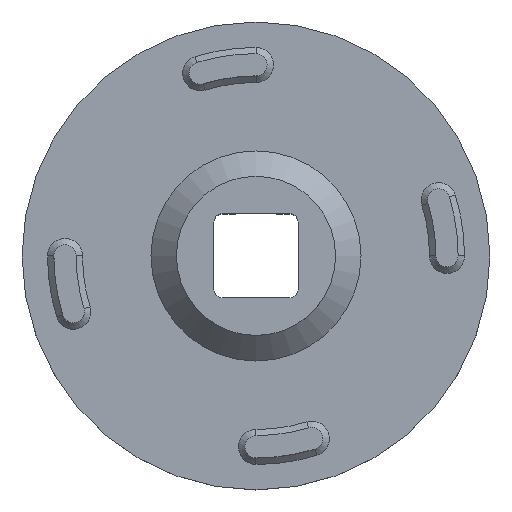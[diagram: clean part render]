
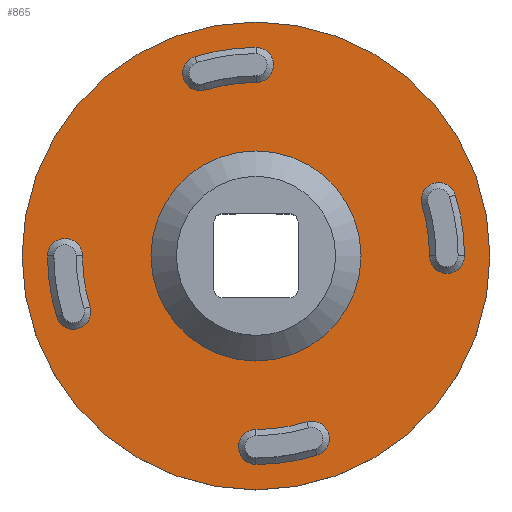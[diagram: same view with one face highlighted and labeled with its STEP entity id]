
A CAD part, top view. The second image highlights one B-rep face of the part: STEP entity #865.
In plain terms, the highlighted planar face has unit normal (0, 0, 1).
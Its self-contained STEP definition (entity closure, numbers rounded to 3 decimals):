
#19=FACE_BOUND('',#259,.T.);
#20=FACE_BOUND('',#260,.T.);
#21=FACE_BOUND('',#261,.T.);
#22=FACE_BOUND('',#262,.T.);
#23=FACE_BOUND('',#263,.T.);
#30=PLANE('',#944);
#200=FACE_OUTER_BOUND('',#258,.T.);
#258=EDGE_LOOP('',(#611));
#259=EDGE_LOOP('',(#612,#613,#614,#615));
#260=EDGE_LOOP('',(#616,#617,#618,#619));
#261=EDGE_LOOP('',(#620,#621,#622,#623));
#262=EDGE_LOOP('',(#624,#625,#626,#627));
#263=EDGE_LOOP('',(#628));
#325=CIRCLE('',#940,16.5);
#328=CIRCLE('',#945,36.75);
#329=CIRCLE('',#946,27.25);
#330=CIRCLE('',#947,2.75);
#331=CIRCLE('',#948,32.75);
#332=CIRCLE('',#949,2.75);
#333=CIRCLE('',#950,27.25);
#334=CIRCLE('',#951,2.75);
#335=CIRCLE('',#952,32.75);
#336=CIRCLE('',#953,2.75);
#337=CIRCLE('',#954,27.25);
#338=CIRCLE('',#955,2.75);
#339=CIRCLE('',#956,32.75);
#340=CIRCLE('',#957,2.75);
#341=CIRCLE('',#958,27.25);
#342=CIRCLE('',#959,2.75);
#343=CIRCLE('',#960,32.75);
#344=CIRCLE('',#961,2.75);
#394=VERTEX_POINT('',#1383);
#397=VERTEX_POINT('',#1393);
#398=VERTEX_POINT('',#1395);
#399=VERTEX_POINT('',#1396);
#400=VERTEX_POINT('',#1398);
#401=VERTEX_POINT('',#1400);
#402=VERTEX_POINT('',#1403);
#403=VERTEX_POINT('',#1404);
#404=VERTEX_POINT('',#1406);
#405=VERTEX_POINT('',#1408);
#406=VERTEX_POINT('',#1411);
#407=VERTEX_POINT('',#1412);
#408=VERTEX_POINT('',#1414);
#409=VERTEX_POINT('',#1416);
#410=VERTEX_POINT('',#1419);
#411=VERTEX_POINT('',#1420);
#412=VERTEX_POINT('',#1422);
#413=VERTEX_POINT('',#1424);
#475=EDGE_CURVE('',#394,#394,#325,.T.);
#480=EDGE_CURVE('',#397,#397,#328,.T.);
#481=EDGE_CURVE('',#398,#399,#329,.T.);
#482=EDGE_CURVE('',#400,#398,#330,.T.);
#483=EDGE_CURVE('',#401,#400,#331,.T.);
#484=EDGE_CURVE('',#399,#401,#332,.T.);
#485=EDGE_CURVE('',#402,#403,#333,.T.);
#486=EDGE_CURVE('',#404,#402,#334,.T.);
#487=EDGE_CURVE('',#405,#404,#335,.T.);
#488=EDGE_CURVE('',#403,#405,#336,.T.);
#489=EDGE_CURVE('',#406,#407,#337,.T.);
#490=EDGE_CURVE('',#408,#406,#338,.T.);
#491=EDGE_CURVE('',#409,#408,#339,.T.);
#492=EDGE_CURVE('',#407,#409,#340,.T.);
#493=EDGE_CURVE('',#410,#411,#341,.T.);
#494=EDGE_CURVE('',#412,#410,#342,.T.);
#495=EDGE_CURVE('',#413,#412,#343,.T.);
#496=EDGE_CURVE('',#411,#413,#344,.T.);
#611=ORIENTED_EDGE('',*,*,#480,.T.);
#612=ORIENTED_EDGE('',*,*,#481,.F.);
#613=ORIENTED_EDGE('',*,*,#482,.F.);
#614=ORIENTED_EDGE('',*,*,#483,.F.);
#615=ORIENTED_EDGE('',*,*,#484,.F.);
#616=ORIENTED_EDGE('',*,*,#485,.F.);
#617=ORIENTED_EDGE('',*,*,#486,.F.);
#618=ORIENTED_EDGE('',*,*,#487,.F.);
#619=ORIENTED_EDGE('',*,*,#488,.F.);
#620=ORIENTED_EDGE('',*,*,#489,.F.);
#621=ORIENTED_EDGE('',*,*,#490,.F.);
#622=ORIENTED_EDGE('',*,*,#491,.F.);
#623=ORIENTED_EDGE('',*,*,#492,.F.);
#624=ORIENTED_EDGE('',*,*,#493,.F.);
#625=ORIENTED_EDGE('',*,*,#494,.F.);
#626=ORIENTED_EDGE('',*,*,#495,.F.);
#627=ORIENTED_EDGE('',*,*,#496,.F.);
#628=ORIENTED_EDGE('',*,*,#475,.F.);
#865=ADVANCED_FACE('',(#200,#19,#20,#21,#22,#23),#30,.T.);
#940=AXIS2_PLACEMENT_3D('',#1384,#1078,#1079);
#944=AXIS2_PLACEMENT_3D('',#1392,#1088,#1089);
#945=AXIS2_PLACEMENT_3D('',#1394,#1090,#1091);
#946=AXIS2_PLACEMENT_3D('',#1397,#1092,#1093);
#947=AXIS2_PLACEMENT_3D('',#1399,#1094,#1095);
#948=AXIS2_PLACEMENT_3D('',#1401,#1096,#1097);
#949=AXIS2_PLACEMENT_3D('',#1402,#1098,#1099);
#950=AXIS2_PLACEMENT_3D('',#1405,#1100,#1101);
#951=AXIS2_PLACEMENT_3D('',#1407,#1102,#1103);
#952=AXIS2_PLACEMENT_3D('',#1409,#1104,#1105);
#953=AXIS2_PLACEMENT_3D('',#1410,#1106,#1107);
#954=AXIS2_PLACEMENT_3D('',#1413,#1108,#1109);
#955=AXIS2_PLACEMENT_3D('',#1415,#1110,#1111);
#956=AXIS2_PLACEMENT_3D('',#1417,#1112,#1113);
#957=AXIS2_PLACEMENT_3D('',#1418,#1114,#1115);
#958=AXIS2_PLACEMENT_3D('',#1421,#1116,#1117);
#959=AXIS2_PLACEMENT_3D('',#1423,#1118,#1119);
#960=AXIS2_PLACEMENT_3D('',#1425,#1120,#1121);
#961=AXIS2_PLACEMENT_3D('',#1426,#1122,#1123);
#1078=DIRECTION('center_axis',(0.,0.,1.));
#1079=DIRECTION('ref_axis',(-1.,0.,0.));
#1088=DIRECTION('center_axis',(0.,0.,1.));
#1089=DIRECTION('ref_axis',(1.,0.,0.));
#1090=DIRECTION('center_axis',(0.,0.,1.));
#1091=DIRECTION('ref_axis',(1.,0.,0.));
#1092=DIRECTION('center_axis',(0.,0.,-1.));
#1093=DIRECTION('ref_axis',(0.,-1.,0.));
#1094=DIRECTION('center_axis',(0.,0.,1.));
#1095=DIRECTION('ref_axis',(0.292,-0.956,0.));
#1096=DIRECTION('center_axis',(0.,0.,1.));
#1097=DIRECTION('ref_axis',(0.,-1.,0.));
#1098=DIRECTION('center_axis',(0.,0.,1.));
#1099=DIRECTION('ref_axis',(0.,1.,0.));
#1100=DIRECTION('center_axis',(0.,0.,-1.));
#1101=DIRECTION('ref_axis',(0.,1.,0.));
#1102=DIRECTION('center_axis',(0.,0.,1.));
#1103=DIRECTION('ref_axis',(-0.292,0.956,0.));
#1104=DIRECTION('center_axis',(0.,0.,1.));
#1105=DIRECTION('ref_axis',(0.,1.,0.));
#1106=DIRECTION('center_axis',(0.,0.,1.));
#1107=DIRECTION('ref_axis',(0.,-1.,0.));
#1108=DIRECTION('center_axis',(0.,0.,-1.));
#1109=DIRECTION('ref_axis',(1.,0.,0.));
#1110=DIRECTION('center_axis',(0.,0.,1.));
#1111=DIRECTION('ref_axis',(0.956,0.292,0.));
#1112=DIRECTION('center_axis',(0.,0.,1.));
#1113=DIRECTION('ref_axis',(1.,0.,0.));
#1114=DIRECTION('center_axis',(0.,0.,1.));
#1115=DIRECTION('ref_axis',(-1.,0.,0.));
#1116=DIRECTION('center_axis',(0.,0.,-1.));
#1117=DIRECTION('ref_axis',(-1.,0.,0.));
#1118=DIRECTION('center_axis',(0.,0.,1.));
#1119=DIRECTION('ref_axis',(-0.956,-0.292,0.));
#1120=DIRECTION('center_axis',(0.,0.,1.));
#1121=DIRECTION('ref_axis',(-1.,0.,0.));
#1122=DIRECTION('center_axis',(0.,0.,1.));
#1123=DIRECTION('ref_axis',(1.,0.,0.));
#1383=CARTESIAN_POINT('',(16.5,0.,5.));
#1384=CARTESIAN_POINT('Origin',(0.,0.,5.));
#1392=CARTESIAN_POINT('Origin',(0.,0.,5.));
#1393=CARTESIAN_POINT('',(-36.75,0.,5.));
#1394=CARTESIAN_POINT('Origin',(0.,0.,5.));
#1395=CARTESIAN_POINT('',(7.967,-26.059,5.));
#1396=CARTESIAN_POINT('',(0.,-27.25,5.));
#1397=CARTESIAN_POINT('Origin',(0.,0.,5.));
#1398=CARTESIAN_POINT('',(9.575,-31.319,5.));
#1399=CARTESIAN_POINT('Origin',(8.771,-28.689,5.));
#1400=CARTESIAN_POINT('',(0.,-32.75,5.));
#1401=CARTESIAN_POINT('Origin',(0.,0.,5.));
#1402=CARTESIAN_POINT('Origin',(0.,-30.,5.));
#1403=CARTESIAN_POINT('',(-7.967,26.059,5.));
#1404=CARTESIAN_POINT('',(0.,27.25,5.));
#1405=CARTESIAN_POINT('Origin',(0.,0.,5.));
#1406=CARTESIAN_POINT('',(-9.575,31.319,5.));
#1407=CARTESIAN_POINT('Origin',(-8.771,28.689,5.));
#1408=CARTESIAN_POINT('',(0.,32.75,5.));
#1409=CARTESIAN_POINT('Origin',(0.,0.,5.));
#1410=CARTESIAN_POINT('Origin',(0.,30.,5.));
#1411=CARTESIAN_POINT('',(26.059,7.967,5.));
#1412=CARTESIAN_POINT('',(27.25,0.,5.));
#1413=CARTESIAN_POINT('Origin',(0.,0.,5.));
#1414=CARTESIAN_POINT('',(31.319,9.575,5.));
#1415=CARTESIAN_POINT('Origin',(28.689,8.771,5.));
#1416=CARTESIAN_POINT('',(32.75,0.,5.));
#1417=CARTESIAN_POINT('Origin',(0.,0.,5.));
#1418=CARTESIAN_POINT('Origin',(30.,0.,5.));
#1419=CARTESIAN_POINT('',(-26.059,-7.967,5.));
#1420=CARTESIAN_POINT('',(-27.25,0.,5.));
#1421=CARTESIAN_POINT('Origin',(0.,0.,5.));
#1422=CARTESIAN_POINT('',(-31.319,-9.575,5.));
#1423=CARTESIAN_POINT('Origin',(-28.689,-8.771,5.));
#1424=CARTESIAN_POINT('',(-32.75,0.,5.));
#1425=CARTESIAN_POINT('Origin',(0.,0.,5.));
#1426=CARTESIAN_POINT('Origin',(-30.,0.,5.));
